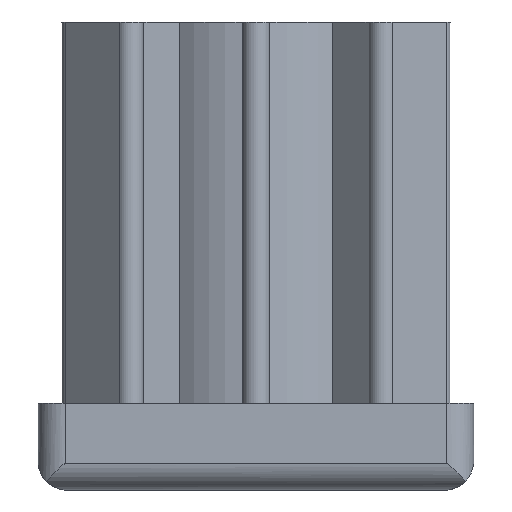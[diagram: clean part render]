
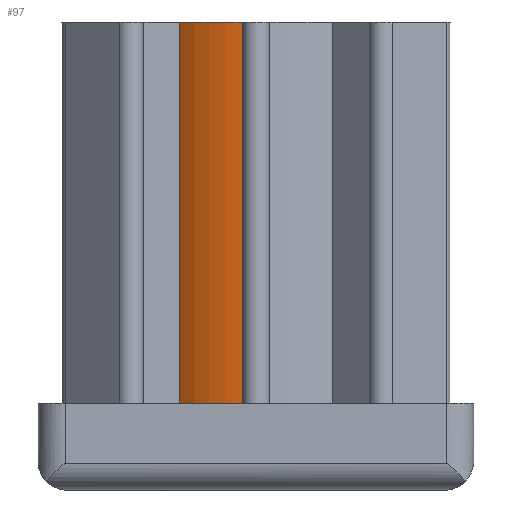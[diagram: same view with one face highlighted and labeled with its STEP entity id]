
A CAD part, front view. The second image highlights one B-rep face of the part: STEP entity #97.
In plain terms, the highlighted cylindrical face has radius 11.25 mm (diameter 22.5 mm), a partial arc.
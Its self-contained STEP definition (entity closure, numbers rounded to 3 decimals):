
#97 = ADVANCED_FACE( '', ( #251 ), #252, .T. );
#251 = FACE_OUTER_BOUND( '', #466, .T. );
#252 = CYLINDRICAL_SURFACE( '', #467, 11.25 );
#466 = EDGE_LOOP( '', ( #690, #691, #692, #693 ) );
#467 = AXIS2_PLACEMENT_3D( '', #694, #695, #696 );
#690 = ORIENTED_EDGE( '', *, *, #1319, .T. );
#691 = ORIENTED_EDGE( '', *, *, #1320, .T. );
#692 = ORIENTED_EDGE( '', *, *, #1309, .F. );
#693 = ORIENTED_EDGE( '', *, *, #1321, .F. );
#694 = CARTESIAN_POINT( '', ( 0., 0., 43. ) );
#695 = DIRECTION( '', ( 0., 0., 1. ) );
#696 = DIRECTION( '', ( -1., 0., 0. ) );
#1309 = EDGE_CURVE( '', #1565, #1566, #1567, .T. );
#1319 = EDGE_CURVE( '', #1583, #1584, #1585, .T. );
#1320 = EDGE_CURVE( '', #1584, #1566, #1586, .T. );
#1321 = EDGE_CURVE( '', #1583, #1565, #1587, .T. );
#1565 = VERTEX_POINT( '', #1944 );
#1566 = VERTEX_POINT( '', #1945 );
#1567 = LINE( '', #1946, #1947 );
#1583 = VERTEX_POINT( '', #1968 );
#1584 = VERTEX_POINT( '', #1969 );
#1585 = LINE( '', #1970, #1971 );
#1586 = CIRCLE( '', #1972, 11.25 );
#1587 = CIRCLE( '', #1973, 11.25 );
#1944 = CARTESIAN_POINT( '', ( -1.25, -11.18, 43. ) );
#1945 = CARTESIAN_POINT( '', ( -1.25, -11.18, 8. ) );
#1946 = CARTESIAN_POINT( '', ( -1.25, -11.18, 43. ) );
#1947 = VECTOR( '', #2577, 1000. );
#1968 = CARTESIAN_POINT( '', ( -7.022, -8.79, 43. ) );
#1969 = CARTESIAN_POINT( '', ( -7.022, -8.79, 8. ) );
#1970 = CARTESIAN_POINT( '', ( -7.022, -8.79, 43. ) );
#1971 = VECTOR( '', #2589, 1000. );
#1972 = AXIS2_PLACEMENT_3D( '', #2590, #2591, #2592 );
#1973 = AXIS2_PLACEMENT_3D( '', #2593, #2594, #2595 );
#2577 = DIRECTION( '', ( 0., 0., -1. ) );
#2589 = DIRECTION( '', ( 0., 0., -1. ) );
#2590 = CARTESIAN_POINT( '', ( 0., 0., 8. ) );
#2591 = DIRECTION( '', ( 0., 0., 1. ) );
#2592 = DIRECTION( '', ( 1., 0., 0. ) );
#2593 = CARTESIAN_POINT( '', ( 0., 0., 43. ) );
#2594 = DIRECTION( '', ( 0., 0., 1. ) );
#2595 = DIRECTION( '', ( 1., 0., 0. ) );
